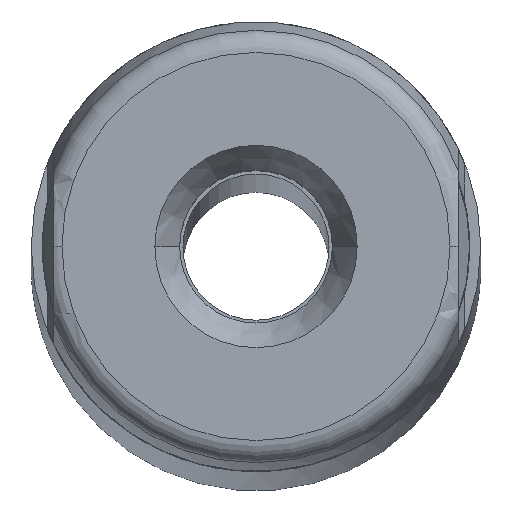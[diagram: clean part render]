
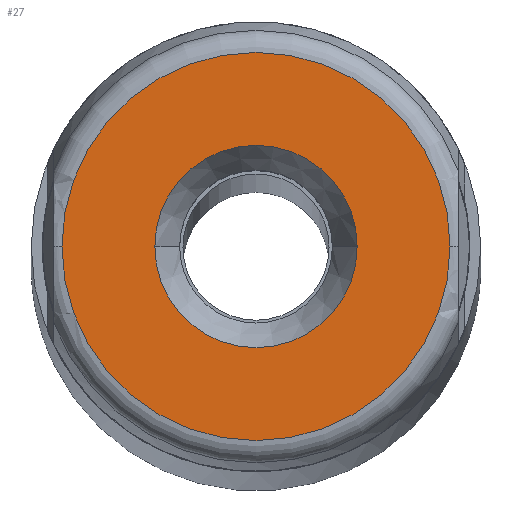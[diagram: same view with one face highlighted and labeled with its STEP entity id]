
A CAD part, top view. The second image highlights one B-rep face of the part: STEP entity #27.
In plain terms, the highlighted planar face has unit normal (0, 0, 1).
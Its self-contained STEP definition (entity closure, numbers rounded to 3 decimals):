
#10 = EDGE_CURVE ( 'NONE', #197, #207, #558, .T. ) ;
#11 = EDGE_CURVE ( 'NONE', #282, #281, #615, .T. ) ;
#18 = ORIENTED_EDGE ( 'NONE', *, *, #10, .T. ) ;
#19 = ORIENTED_EDGE ( 'NONE', *, *, #154, .F. ) ;
#26 = EDGE_LOOP ( 'NONE', ( #29, #19 ) ) ;
#27 = ADVANCED_FACE ( 'NONE', ( #565, #599 ), #601, .F. ) ;
#29 = ORIENTED_EDGE ( 'NONE', *, *, #11, .F. ) ;
#32 = EDGE_LOOP ( 'NONE', ( #48, #18 ) ) ;
#48 = ORIENTED_EDGE ( 'NONE', *, *, #226, .T. ) ;
#154 = EDGE_CURVE ( 'NONE', #281, #282, #820, .T. ) ;
#197 = VERTEX_POINT ( 'NONE', #1003 ) ;
#207 = VERTEX_POINT ( 'NONE', #952 ) ;
#226 = EDGE_CURVE ( 'NONE', #207, #197, #1044, .T. ) ;
#281 = VERTEX_POINT ( 'NONE', #1095 ) ;
#282 = VERTEX_POINT ( 'NONE', #1094 ) ;
#549 = AXIS2_PLACEMENT_3D ( 'NONE', #677, #681, #618 ) ;
#558 = CIRCLE ( 'NONE', #549, 8.632 ) ;
#562 = AXIS2_PLACEMENT_3D ( 'NONE', #606, #637, #636 ) ;
#565 = FACE_BOUND ( 'NONE', #26, .T. ) ;
#599 = FACE_OUTER_BOUND ( 'NONE', #32, .T. ) ;
#601 = PLANE ( 'NONE',  #562 ) ;
#606 = CARTESIAN_POINT ( 'NONE',  ( 0., 0., 0. ) ) ;
#611 = DIRECTION ( 'NONE',  ( 1., 0., 0. ) ) ;
#612 = DIRECTION ( 'NONE',  ( 0., 0., 1. ) ) ;
#613 = CARTESIAN_POINT ( 'NONE',  ( 0., 0., 0. ) ) ;
#614 = AXIS2_PLACEMENT_3D ( 'NONE', #613, #612, #611 ) ;
#615 = CIRCLE ( 'NONE', #614, 4.5 ) ;
#618 = DIRECTION ( 'NONE',  ( 1., 0., 0. ) ) ;
#636 = DIRECTION ( 'NONE',  ( -1., 0., 0. ) ) ;
#637 = DIRECTION ( 'NONE',  ( 0., 0., -1. ) ) ;
#677 = CARTESIAN_POINT ( 'NONE',  ( 0., 0., 0. ) ) ;
#681 = DIRECTION ( 'NONE',  ( 0., 0., 1. ) ) ;
#817 = DIRECTION ( 'NONE',  ( 1., 0., 0. ) ) ;
#818 = DIRECTION ( 'NONE',  ( 0., 0., 1. ) ) ;
#819 = AXIS2_PLACEMENT_3D ( 'NONE', #930, #818, #817 ) ;
#820 = CIRCLE ( 'NONE', #819, 4.5 ) ;
#930 = CARTESIAN_POINT ( 'NONE',  ( 0., 0., 0. ) ) ;
#952 = CARTESIAN_POINT ( 'NONE',  ( 8.632, 0., 0. ) ) ;
#1003 = CARTESIAN_POINT ( 'NONE',  ( -8.632, 0., 0. ) ) ;
#1041 = DIRECTION ( 'NONE',  ( 1., 0., 0. ) ) ;
#1042 = DIRECTION ( 'NONE',  ( 0., 0., 1. ) ) ;
#1043 = AXIS2_PLACEMENT_3D ( 'NONE', #1062, #1042, #1041 ) ;
#1044 = CIRCLE ( 'NONE', #1043, 8.632 ) ;
#1062 = CARTESIAN_POINT ( 'NONE',  ( 0., 0., 0. ) ) ;
#1094 = CARTESIAN_POINT ( 'NONE',  ( 4.5, 0., 0. ) ) ;
#1095 = CARTESIAN_POINT ( 'NONE',  ( -4.5, 0., 0. ) ) ;
